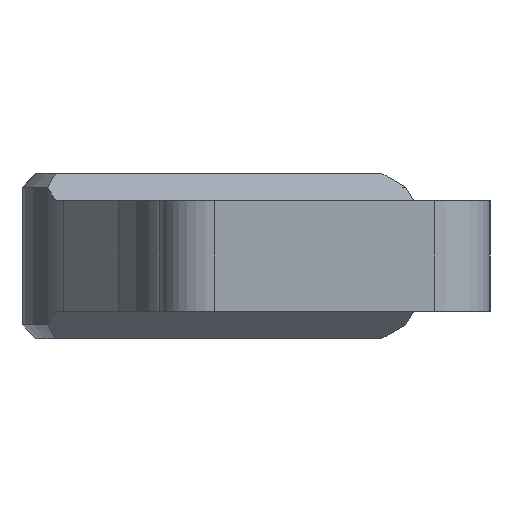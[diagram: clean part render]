
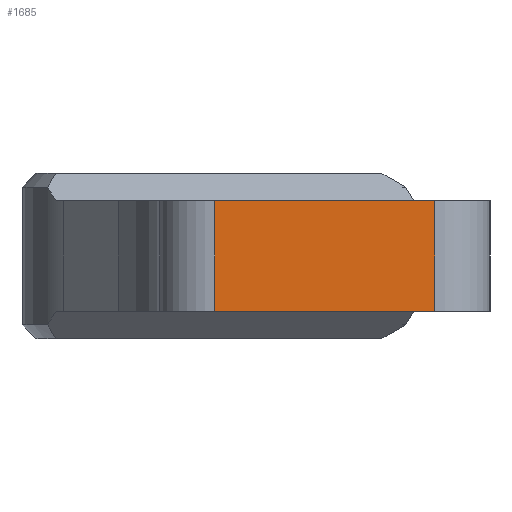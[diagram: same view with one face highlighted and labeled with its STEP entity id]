
A CAD part, left-side view. The second image highlights one B-rep face of the part: STEP entity #1685.
In plain terms, the highlighted planar face has unit normal (-1, 0, 0).
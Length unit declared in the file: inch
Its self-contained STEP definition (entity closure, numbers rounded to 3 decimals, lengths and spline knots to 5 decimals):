
#88=PLANE('',#1845);
#169=FACE_OUTER_BOUND('',#277,.T.);
#277=EDGE_LOOP('',(#1479,#1480,#1481,#1482));
#406=LINE('',#2650,#575);
#444=LINE('',#2802,#613);
#445=LINE('',#2805,#614);
#446=LINE('',#2806,#615);
#575=VECTOR('',#2128,0.3937);
#613=VECTOR('',#2288,0.3937);
#614=VECTOR('',#2291,0.3937);
#615=VECTOR('',#2292,0.3937);
#799=VERTEX_POINT('',#2647);
#800=VERTEX_POINT('',#2649);
#853=VERTEX_POINT('',#2800);
#854=VERTEX_POINT('',#2804);
#1000=EDGE_CURVE('',#800,#799,#406,.F.);
#1073=EDGE_CURVE('',#853,#799,#444,.T.);
#1074=EDGE_CURVE('',#854,#853,#445,.F.);
#1075=EDGE_CURVE('',#800,#854,#446,.T.);
#1479=ORIENTED_EDGE('',*,*,#1073,.F.);
#1480=ORIENTED_EDGE('',*,*,#1074,.F.);
#1481=ORIENTED_EDGE('',*,*,#1075,.F.);
#1482=ORIENTED_EDGE('',*,*,#1000,.T.);
#1685=ADVANCED_FACE('',(#169),#88,.F.);
#1845=AXIS2_PLACEMENT_3D('',#2803,#2289,#2290);
#2128=DIRECTION('',(0.,1.,0.));
#2288=DIRECTION('',(0.,0.,-1.));
#2289=DIRECTION('center_axis',(1.,0.,0.));
#2290=DIRECTION('ref_axis',(0.,0.,-1.));
#2291=DIRECTION('',(0.,1.,0.));
#2292=DIRECTION('',(0.,0.,1.));
#2647=CARTESIAN_POINT('',(0.,0.1,0.025));
#2649=CARTESIAN_POINT('',(0.,0.5,0.025));
#2650=CARTESIAN_POINT('',(0.,0.3625,0.025));
#2800=CARTESIAN_POINT('',(0.,0.1,0.225));
#2802=CARTESIAN_POINT('',(0.,0.1,0.08));
#2803=CARTESIAN_POINT('Origin',(0.,0.3,0.08));
#2804=CARTESIAN_POINT('',(0.,0.5,0.225));
#2805=CARTESIAN_POINT('',(0.,0.3625,0.225));
#2806=CARTESIAN_POINT('',(0.,0.5,0.08));
